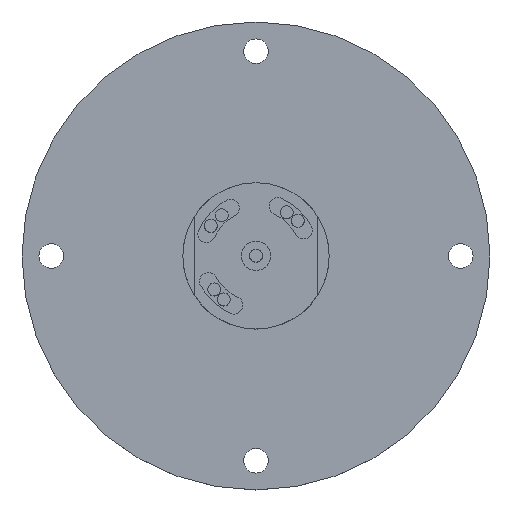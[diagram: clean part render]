
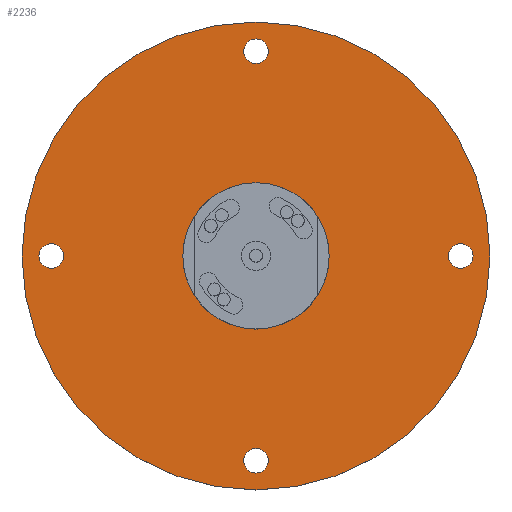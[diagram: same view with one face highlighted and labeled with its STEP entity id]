
A CAD part, top view. The second image highlights one B-rep face of the part: STEP entity #2236.
In plain terms, the highlighted planar face has unit normal (0, 0, 1).
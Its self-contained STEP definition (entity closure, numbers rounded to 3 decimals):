
#15 = DIRECTION ( 'NONE',  ( 0., 0., 1. ) ) ;
#30 = FACE_OUTER_BOUND ( 'NONE', #1065, .T. ) ;
#47 = DIRECTION ( 'NONE',  ( 0., 0., 1. ) ) ;
#64 = FACE_BOUND ( 'NONE', #1971, .T. ) ;
#68 = FACE_BOUND ( 'NONE', #1739, .T. ) ;
#69 = DIRECTION ( 'NONE',  ( 0., 0., 1. ) ) ;
#100 = FACE_BOUND ( 'NONE', #1875, .T. ) ;
#139 = FACE_BOUND ( 'NONE', #365, .T. ) ;
#146 = FACE_BOUND ( 'NONE', #1754, .T. ) ;
#265 = CARTESIAN_POINT ( 'NONE',  ( 0., -35., -15. ) ) ;
#300 = VERTEX_POINT ( 'NONE', #2660 ) ;
#318 = ORIENTED_EDGE ( 'NONE', *, *, #2379, .F. ) ;
#365 = EDGE_LOOP ( 'NONE', ( #1709, #318 ) ) ;
#368 = VERTEX_POINT ( 'NONE', #1752 ) ;
#455 = ORIENTED_EDGE ( 'NONE', *, *, #2718, .F. ) ;
#541 = PLANE ( 'NONE',  #2680 ) ;
#547 = DIRECTION ( 'NONE',  ( 1., 0., 0. ) ) ;
#580 = CARTESIAN_POINT ( 'NONE',  ( -35., 0., -15. ) ) ;
#595 = VERTEX_POINT ( 'NONE', #1769 ) ;
#615 = CARTESIAN_POINT ( 'NONE',  ( 0., -35., -15. ) ) ;
#639 = ORIENTED_EDGE ( 'NONE', *, *, #2268, .F. ) ;
#671 = ORIENTED_EDGE ( 'NONE', *, *, #1748, .T. ) ;
#706 = VERTEX_POINT ( 'NONE', #3055 ) ;
#794 = CARTESIAN_POINT ( 'NONE',  ( 35., 0., -15. ) ) ;
#821 = CARTESIAN_POINT ( 'NONE',  ( 0., 0., -15. ) ) ;
#824 = CARTESIAN_POINT ( 'NONE',  ( 0., 12.5, -15. ) ) ;
#841 = ORIENTED_EDGE ( 'NONE', *, *, #1785, .F. ) ;
#865 = DIRECTION ( 'NONE',  ( 1., 0., 0. ) ) ;
#890 = DIRECTION ( 'NONE',  ( 1., 0., 0. ) ) ;
#932 = VERTEX_POINT ( 'NONE', #948 ) ;
#948 = CARTESIAN_POINT ( 'NONE',  ( 32.9, 0., -15. ) ) ;
#1012 = ORIENTED_EDGE ( 'NONE', *, *, #2712, .F. ) ;
#1065 = EDGE_LOOP ( 'NONE', ( #671, #1918 ) ) ;
#1083 = DIRECTION ( 'NONE',  ( 1., 0., 0. ) ) ;
#1104 = DIRECTION ( 'NONE',  ( 1., 0., 0. ) ) ;
#1108 = DIRECTION ( 'NONE',  ( -1., 0., 0. ) ) ;
#1142 = ORIENTED_EDGE ( 'NONE', *, *, #2478, .F. ) ;
#1192 = DIRECTION ( 'NONE',  ( 0., 0., 1. ) ) ;
#1240 = VERTEX_POINT ( 'NONE', #2782 ) ;
#1247 = CARTESIAN_POINT ( 'NONE',  ( 0., 35., -15. ) ) ;
#1257 = VERTEX_POINT ( 'NONE', #2592 ) ;
#1273 = VERTEX_POINT ( 'NONE', #2393 ) ;
#1310 = CIRCLE ( 'NONE', #2811, 12.5 ) ;
#1315 = CIRCLE ( 'NONE', #2788, 40. ) ;
#1389 = VERTEX_POINT ( 'NONE', #1887 ) ;
#1396 = ORIENTED_EDGE ( 'NONE', *, *, #2636, .F. ) ;
#1426 = DIRECTION ( 'NONE',  ( 0., 0., 1. ) ) ;
#1501 = DIRECTION ( 'NONE',  ( 1., 0., 0. ) ) ;
#1526 = EDGE_CURVE ( 'NONE', #2163, #1240, #2045, .T. ) ;
#1618 = CARTESIAN_POINT ( 'NONE',  ( 0., 0., -15. ) ) ;
#1643 = VERTEX_POINT ( 'NONE', #3103 ) ;
#1644 = CARTESIAN_POINT ( 'NONE',  ( 0., 0., -15. ) ) ;
#1674 = CARTESIAN_POINT ( 'NONE',  ( 35., 0., -15. ) ) ;
#1693 = CARTESIAN_POINT ( 'NONE',  ( 0., 0., -15. ) ) ;
#1700 = AXIS2_PLACEMENT_3D ( 'NONE', #1693, #69, #1957 ) ;
#1709 = ORIENTED_EDGE ( 'NONE', *, *, #2735, .F. ) ;
#1719 = AXIS2_PLACEMENT_3D ( 'NONE', #2630, #1192, #2832 ) ;
#1729 = AXIS2_PLACEMENT_3D ( 'NONE', #2827, #1426, #2990 ) ;
#1736 = AXIS2_PLACEMENT_3D ( 'NONE', #615, #2413, #890 ) ;
#1739 = EDGE_LOOP ( 'NONE', ( #841, #2662 ) ) ;
#1741 = AXIS2_PLACEMENT_3D ( 'NONE', #1674, #47, #1942 ) ;
#1748 = EDGE_CURVE ( 'NONE', #1389, #706, #1315, .T. ) ;
#1752 = CARTESIAN_POINT ( 'NONE',  ( -2.1, -35., -15. ) ) ;
#1754 = EDGE_LOOP ( 'NONE', ( #1012, #1142 ) ) ;
#1769 = CARTESIAN_POINT ( 'NONE',  ( -32.9, 0., -15. ) ) ;
#1785 = EDGE_CURVE ( 'NONE', #1240, #2163, #1310, .T. ) ;
#1792 = CARTESIAN_POINT ( 'NONE',  ( -12.5, 0., -15. ) ) ;
#1828 = VERTEX_POINT ( 'NONE', #2594 ) ;
#1875 = EDGE_LOOP ( 'NONE', ( #2067, #639 ) ) ;
#1887 = CARTESIAN_POINT ( 'NONE',  ( 40., 0., -15. ) ) ;
#1892 = DIRECTION ( 'NONE',  ( 1., 0., 0. ) ) ;
#1904 = DIRECTION ( 'NONE',  ( 1., 0., 0. ) ) ;
#1918 = ORIENTED_EDGE ( 'NONE', *, *, #2740, .T. ) ;
#1940 = AXIS2_PLACEMENT_3D ( 'NONE', #265, #2152, #547 ) ;
#1942 = DIRECTION ( 'NONE',  ( 1., 0., 0. ) ) ;
#1957 = DIRECTION ( 'NONE',  ( 1., 0., 0. ) ) ;
#1971 = EDGE_LOOP ( 'NONE', ( #455, #1396 ) ) ;
#2023 = CIRCLE ( 'NONE', #1700, 40. ) ;
#2045 = CIRCLE ( 'NONE', #2963, 12.5 ) ;
#2065 = CIRCLE ( 'NONE', #1719, 2.1 ) ;
#2067 = ORIENTED_EDGE ( 'NONE', *, *, #2727, .F. ) ;
#2068 = CIRCLE ( 'NONE', #1729, 2.1 ) ;
#2128 = CIRCLE ( 'NONE', #1736, 2.1 ) ;
#2152 = DIRECTION ( 'NONE',  ( 0., 0., 1. ) ) ;
#2163 = VERTEX_POINT ( 'NONE', #1792 ) ;
#2204 = AXIS2_PLACEMENT_3D ( 'NONE', #794, #2541, #1083 ) ;
#2236 = ADVANCED_FACE ( 'NONE', ( #146, #64, #100, #139, #68, #30 ), #541, .F. ) ;
#2261 = CIRCLE ( 'NONE', #1741, 2.1 ) ;
#2268 = EDGE_CURVE ( 'NONE', #1643, #595, #3037, .T. ) ;
#2319 = CIRCLE ( 'NONE', #1940, 2.1 ) ;
#2379 = EDGE_CURVE ( 'NONE', #1273, #300, #2894, .T. ) ;
#2387 = DIRECTION ( 'NONE',  ( 0., 0., 1. ) ) ;
#2393 = CARTESIAN_POINT ( 'NONE',  ( -2.1, 35., -15. ) ) ;
#2413 = DIRECTION ( 'NONE',  ( 0., 0., 1. ) ) ;
#2433 = AXIS2_PLACEMENT_3D ( 'NONE', #1247, #2883, #1501 ) ;
#2478 = EDGE_CURVE ( 'NONE', #932, #1257, #2555, .T. ) ;
#2500 = AXIS2_PLACEMENT_3D ( 'NONE', #580, #2387, #865 ) ;
#2541 = DIRECTION ( 'NONE',  ( 0., 0., 1. ) ) ;
#2550 = DIRECTION ( 'NONE',  ( 0., 0., -1. ) ) ;
#2555 = CIRCLE ( 'NONE', #2204, 2.1 ) ;
#2561 = DIRECTION ( 'NONE',  ( 0., 0., 1. ) ) ;
#2592 = CARTESIAN_POINT ( 'NONE',  ( 37.1, 0., -15. ) ) ;
#2594 = CARTESIAN_POINT ( 'NONE',  ( 2.1, -35., -15. ) ) ;
#2630 = CARTESIAN_POINT ( 'NONE',  ( 0., 35., -15. ) ) ;
#2636 = EDGE_CURVE ( 'NONE', #368, #1828, #2319, .T. ) ;
#2660 = CARTESIAN_POINT ( 'NONE',  ( 2.1, 35., -15. ) ) ;
#2662 = ORIENTED_EDGE ( 'NONE', *, *, #1526, .F. ) ;
#2680 = AXIS2_PLACEMENT_3D ( 'NONE', #824, #2550, #1108 ) ;
#2712 = EDGE_CURVE ( 'NONE', #1257, #932, #2261, .T. ) ;
#2718 = EDGE_CURVE ( 'NONE', #1828, #368, #2128, .T. ) ;
#2727 = EDGE_CURVE ( 'NONE', #595, #1643, #2068, .T. ) ;
#2735 = EDGE_CURVE ( 'NONE', #300, #1273, #2065, .T. ) ;
#2740 = EDGE_CURVE ( 'NONE', #706, #1389, #2023, .T. ) ;
#2782 = CARTESIAN_POINT ( 'NONE',  ( 12.5, 0., -15. ) ) ;
#2788 = AXIS2_PLACEMENT_3D ( 'NONE', #821, #2561, #1104 ) ;
#2811 = AXIS2_PLACEMENT_3D ( 'NONE', #1618, #3109, #1892 ) ;
#2827 = CARTESIAN_POINT ( 'NONE',  ( -35., 0., -15. ) ) ;
#2832 = DIRECTION ( 'NONE',  ( 1., 0., 0. ) ) ;
#2883 = DIRECTION ( 'NONE',  ( 0., 0., 1. ) ) ;
#2894 = CIRCLE ( 'NONE', #2433, 2.1 ) ;
#2963 = AXIS2_PLACEMENT_3D ( 'NONE', #1644, #15, #1904 ) ;
#2990 = DIRECTION ( 'NONE',  ( 1., 0., 0. ) ) ;
#3037 = CIRCLE ( 'NONE', #2500, 2.1 ) ;
#3055 = CARTESIAN_POINT ( 'NONE',  ( -40., 0., -15. ) ) ;
#3103 = CARTESIAN_POINT ( 'NONE',  ( -37.1, 0., -15. ) ) ;
#3109 = DIRECTION ( 'NONE',  ( 0., 0., 1. ) ) ;
